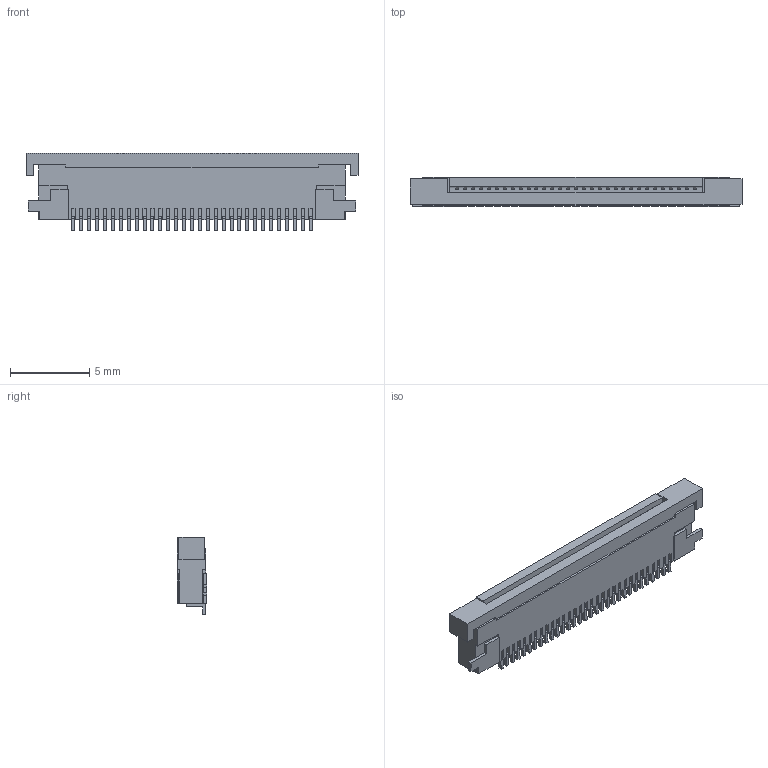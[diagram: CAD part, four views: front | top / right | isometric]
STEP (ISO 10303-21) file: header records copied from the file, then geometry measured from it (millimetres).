
FILE_DESCRIPTION((''),'2;1');
FILE_NAME('ISFV31R_4STLF','2007-09-03T',('ShoujiR'),(''),'PRO/ENGINEER BY PARAMETRIC TECHNOLOGY CORPORATION, 2005230','PRO/ENGINEER BY PARAMETRIC TECHNOLOGY CORPORATION, 2005230','');
FILE_SCHEMA(('CONFIG_CONTROL_DESIGN'));
Length unit declared in the file: millimetre
Products named in the file (1): ISFV31R_4STLF
Bounding box: 21 x 1.87 x 4.9 mm (x, y, z)
Volume: 132.8 mm3; surface area: 430.2 mm2
Topology: 1 solids, 1 shells, 627 faces, 1873 edges, 1248 vertices
Faces by surface type: plane 596, cylinder 31
Entity records: 20731 total; most frequent: CARTESIAN_POINT 3748, ORIENTED_EDGE 3746, DIRECTION 3189, EDGE_CURVE 1873, VECTOR 1811, LINE 1811, VERTEX_POINT 1248, AXIS2_PLACEMENT_3D 689
